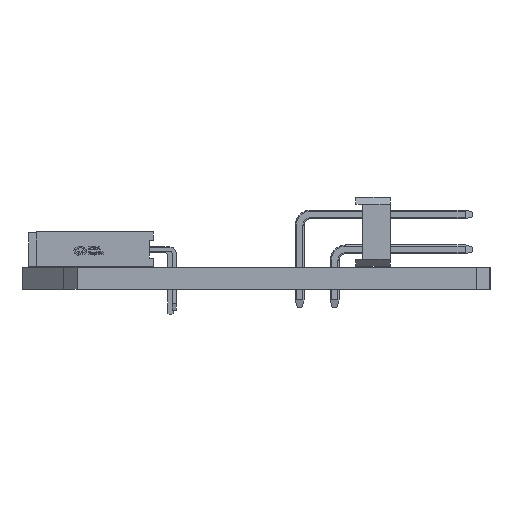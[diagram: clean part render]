
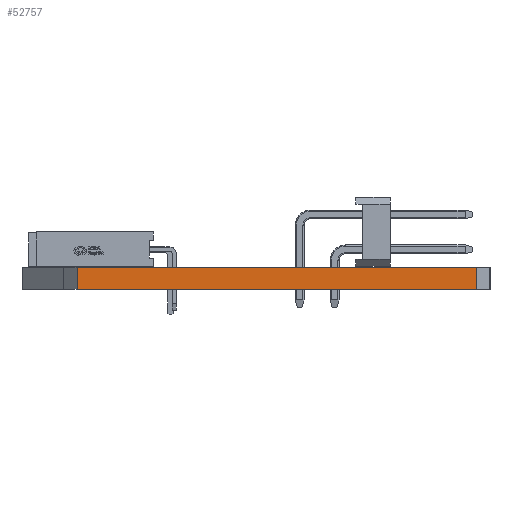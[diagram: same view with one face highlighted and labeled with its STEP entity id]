
A CAD part, left-side view. The second image highlights one B-rep face of the part: STEP entity #52757.
In plain terms, the highlighted planar face has unit normal (-1, 0, 0).
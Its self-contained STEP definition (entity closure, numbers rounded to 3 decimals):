
#51294 = VERTEX_POINT('',#51295);
#51295 = CARTESIAN_POINT('',(-55.,30.,0.));
#51301 = EDGE_CURVE('',#51302,#51294,#51304,.T.);
#51302 = VERTEX_POINT('',#51303);
#51303 = CARTESIAN_POINT('',(-55.,1.,0.));
#51304 = LINE('',#51305,#51306);
#51305 = CARTESIAN_POINT('',(-55.,1.,0.));
#51306 = VECTOR('',#51307,1.);
#51307 = DIRECTION('',(0.,1.,0.));
#51973 = VERTEX_POINT('',#51974);
#51974 = CARTESIAN_POINT('',(-55.,30.,1.6));
#51980 = EDGE_CURVE('',#51981,#51973,#51983,.T.);
#51981 = VERTEX_POINT('',#51982);
#51982 = CARTESIAN_POINT('',(-55.,1.,1.6));
#51983 = LINE('',#51984,#51985);
#51984 = CARTESIAN_POINT('',(-55.,1.,1.6));
#51985 = VECTOR('',#51986,1.);
#51986 = DIRECTION('',(0.,1.,0.));
#52727 = EDGE_CURVE('',#51294,#51973,#52728,.T.);
#52728 = LINE('',#52729,#52730);
#52729 = CARTESIAN_POINT('',(-55.,30.,0.));
#52730 = VECTOR('',#52731,1.);
#52731 = DIRECTION('',(0.,0.,1.));
#52757 = ADVANCED_FACE('',(#52758),#52769,.T.);
#52758 = FACE_BOUND('',#52759,.T.);
#52759 = EDGE_LOOP('',(#52760,#52766,#52767,#52768));
#52760 = ORIENTED_EDGE('',*,*,#52761,.T.);
#52761 = EDGE_CURVE('',#51302,#51981,#52762,.T.);
#52762 = LINE('',#52763,#52764);
#52763 = CARTESIAN_POINT('',(-55.,1.,0.));
#52764 = VECTOR('',#52765,1.);
#52765 = DIRECTION('',(0.,0.,1.));
#52766 = ORIENTED_EDGE('',*,*,#51980,.T.);
#52767 = ORIENTED_EDGE('',*,*,#52727,.F.);
#52768 = ORIENTED_EDGE('',*,*,#51301,.F.);
#52769 = PLANE('',#52770);
#52770 = AXIS2_PLACEMENT_3D('',#52771,#52772,#52773);
#52771 = CARTESIAN_POINT('',(-55.,1.,0.));
#52772 = DIRECTION('',(-1.,0.,0.));
#52773 = DIRECTION('',(0.,1.,0.));
